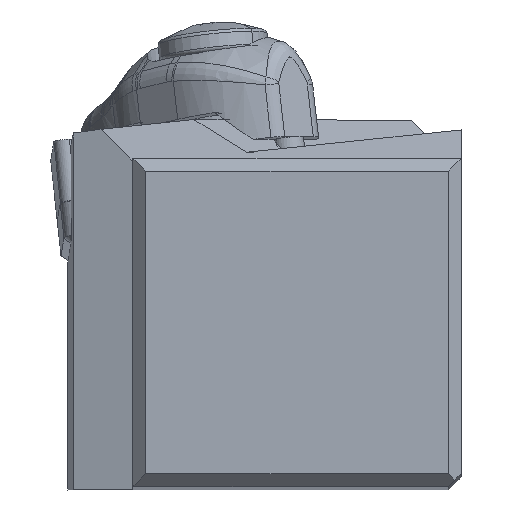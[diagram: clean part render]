
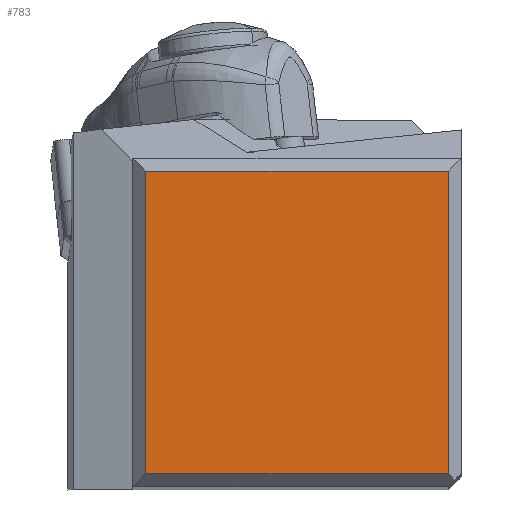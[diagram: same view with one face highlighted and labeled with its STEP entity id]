
A CAD part, top view. The second image highlights one B-rep face of the part: STEP entity #783.
In plain terms, the highlighted planar face has unit normal (0, 0, 1).
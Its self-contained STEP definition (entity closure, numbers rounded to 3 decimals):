
#525=FACE_OUTER_BOUND('',#1150,.T.);
#783=ADVANCED_FACE('',(#525),#1042,.T.);
#1042=PLANE('',#4988);
#1150=EDGE_LOOP('',(#1556,#1557,#1558,#1559));
#1556=ORIENTED_EDGE('',*,*,#3403,.F.);
#1557=ORIENTED_EDGE('',*,*,#3410,.F.);
#1558=ORIENTED_EDGE('',*,*,#3461,.F.);
#1559=ORIENTED_EDGE('',*,*,#3462,.T.);
#2909=VERTEX_POINT('',#6644);
#2910=VERTEX_POINT('',#6646);
#2914=VERTEX_POINT('',#6658);
#2951=VERTEX_POINT('',#6764);
#3403=EDGE_CURVE('',#2909,#2910,#4402,.T.);
#3410=EDGE_CURVE('',#2914,#2909,#4409,.T.);
#3461=EDGE_CURVE('',#2951,#2914,#4446,.T.);
#3462=EDGE_CURVE('',#2951,#2910,#4447,.T.);
#4402=LINE('',#6645,#4654);
#4409=LINE('',#6659,#4661);
#4446=LINE('',#6765,#4698);
#4447=LINE('',#6767,#4699);
#4654=VECTOR('',#5481,1.);
#4661=VECTOR('',#5492,1.);
#4698=VECTOR('',#5581,1.);
#4699=VECTOR('',#5584,1.);
#4988=AXIS2_PLACEMENT_3D('',#6768,#5585,#5586);
#5481=DIRECTION('',(-1.,0.,0.));
#5492=DIRECTION('',(0.,-1.,0.));
#5581=DIRECTION('',(1.,0.,0.));
#5584=DIRECTION('',(0.,-1.,0.));
#5585=DIRECTION('',(0.,0.,1.));
#5586=DIRECTION('',(-1.,0.,0.));
#6644=CARTESIAN_POINT('',(-1.,1.,0.));
#6645=CARTESIAN_POINT('',(-1.,1.,0.));
#6646=CARTESIAN_POINT('',(-24.4,1.,0.));
#6658=CARTESIAN_POINT('',(-1.,24.4,0.));
#6659=CARTESIAN_POINT('',(-1.,24.4,0.));
#6764=CARTESIAN_POINT('',(-24.4,24.4,0.));
#6765=CARTESIAN_POINT('',(-24.4,24.4,0.));
#6767=CARTESIAN_POINT('',(-24.4,24.4,0.));
#6768=CARTESIAN_POINT('',(-12.7,12.7,0.));
